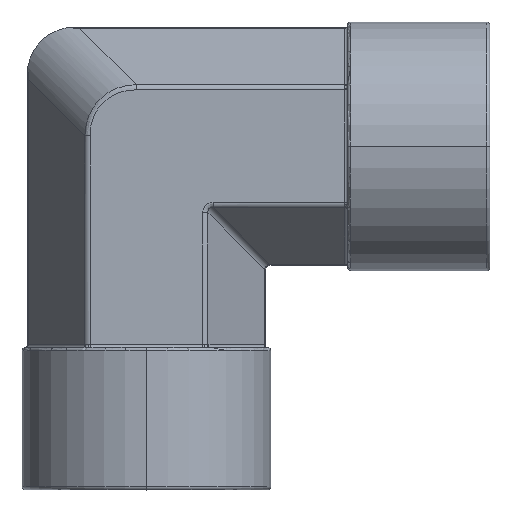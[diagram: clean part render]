
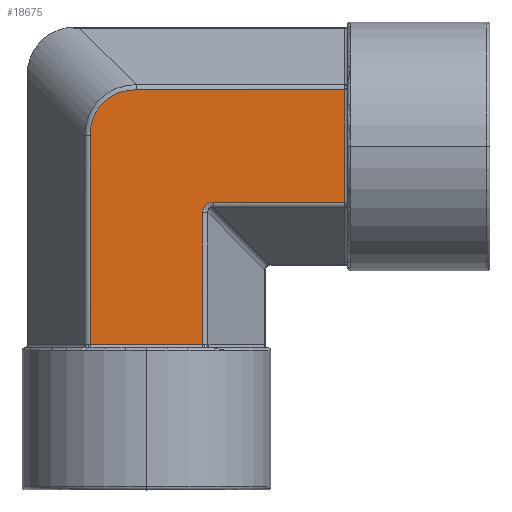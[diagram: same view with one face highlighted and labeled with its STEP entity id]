
A CAD part, top view. The second image highlights one B-rep face of the part: STEP entity #18675.
In plain terms, the highlighted planar face has unit normal (0, 0, 1).
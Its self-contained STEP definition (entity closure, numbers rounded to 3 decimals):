
#7964=DIRECTION('',(-1.,0.,0.));
#7965=VECTOR('',#7964,9.526);
#7966=CARTESIAN_POINT('',(4.763,-16.75,8.75));
#7967=LINE('',#7966,#7965);
#7971=DIRECTION('',(0.,1.,0.));
#7972=VECTOR('',#7971,17.616);
#7973=CARTESIAN_POINT('',(-4.763,-16.75,8.75));
#7974=LINE('',#7973,#7972);
#7978=CARTESIAN_POINT('',(-0.866,4.763,8.75));
#7979=CARTESIAN_POINT('',(-0.951,4.763,8.75));
#7980=CARTESIAN_POINT('',(-1.119,4.759,8.75));
#7981=CARTESIAN_POINT('',(-1.363,4.739,8.75));
#7982=CARTESIAN_POINT('',(-1.6,4.707,8.75));
#7983=CARTESIAN_POINT('',(-1.83,4.664,8.75));
#7984=CARTESIAN_POINT('',(-2.051,4.609,8.75));
#7985=CARTESIAN_POINT('',(-2.265,4.544,8.75));
#7986=CARTESIAN_POINT('',(-2.47,4.468,8.75));
#7987=CARTESIAN_POINT('',(-2.667,4.382,8.75));
#7988=CARTESIAN_POINT('',(-2.856,4.286,8.75));
#7989=CARTESIAN_POINT('',(-3.037,4.182,8.75));
#7990=CARTESIAN_POINT('',(-3.209,4.068,8.75));
#7991=CARTESIAN_POINT('',(-3.373,3.946,8.75));
#7992=CARTESIAN_POINT('',(-3.529,3.815,8.75));
#7993=CARTESIAN_POINT('',(-3.676,3.676,8.75));
#7994=CARTESIAN_POINT('',(-3.815,3.529,8.75));
#7995=CARTESIAN_POINT('',(-3.946,3.373,8.75));
#7996=CARTESIAN_POINT('',(-4.068,3.209,8.75));
#7997=CARTESIAN_POINT('',(-4.182,3.037,8.75));
#7998=CARTESIAN_POINT('',(-4.286,2.856,8.75));
#7999=CARTESIAN_POINT('',(-4.382,2.667,8.75));
#8000=CARTESIAN_POINT('',(-4.468,2.47,8.75));
#8001=CARTESIAN_POINT('',(-4.544,2.265,8.75));
#8002=CARTESIAN_POINT('',(-4.609,2.051,8.75));
#8003=CARTESIAN_POINT('',(-4.664,1.83,8.75));
#8004=CARTESIAN_POINT('',(-4.707,1.6,8.75));
#8005=CARTESIAN_POINT('',(-4.739,1.363,8.75));
#8006=CARTESIAN_POINT('',(-4.759,1.119,8.75));
#8007=CARTESIAN_POINT('',(-4.763,0.951,8.75));
#8008=CARTESIAN_POINT('',(-4.763,0.866,8.75));
#8013=DIRECTION('',(1.,0.,0.));
#8014=VECTOR('',#8013,17.616);
#8015=CARTESIAN_POINT('',(-0.866,4.763,8.75));
#8016=LINE('',#8015,#8014);
#8020=DIRECTION('',(0.,-1.,0.));
#8021=VECTOR('',#8020,9.526);
#8022=CARTESIAN_POINT('',(16.75,4.763,8.75));
#8023=LINE('',#8022,#8021);
#8027=DIRECTION('',(-1.,0.,0.));
#8028=VECTOR('',#8027,11.121);
#8029=CARTESIAN_POINT('',(16.75,-4.763,8.75));
#8030=LINE('',#8029,#8028);
#8034=CARTESIAN_POINT('',(4.763,-5.629,8.75));
#8035=CARTESIAN_POINT('',(4.763,-5.602,8.75));
#8036=CARTESIAN_POINT('',(4.765,-5.548,8.75));
#8037=CARTESIAN_POINT('',(4.774,-5.469,8.75));
#8038=CARTESIAN_POINT('',(4.789,-5.394,8.75));
#8039=CARTESIAN_POINT('',(4.809,-5.324,8.75));
#8040=CARTESIAN_POINT('',(4.834,-5.259,8.75));
#8041=CARTESIAN_POINT('',(4.862,-5.199,8.75));
#8042=CARTESIAN_POINT('',(4.894,-5.144,8.75));
#8043=CARTESIAN_POINT('',(4.928,-5.094,8.75));
#8044=CARTESIAN_POINT('',(4.965,-5.047,8.75));
#8045=CARTESIAN_POINT('',(5.005,-5.004,8.75));
#8046=CARTESIAN_POINT('',(5.047,-4.965,8.75));
#8047=CARTESIAN_POINT('',(5.094,-4.928,8.75));
#8048=CARTESIAN_POINT('',(5.144,-4.893,8.75));
#8049=CARTESIAN_POINT('',(5.199,-4.862,8.75));
#8050=CARTESIAN_POINT('',(5.259,-4.834,8.75));
#8051=CARTESIAN_POINT('',(5.325,-4.809,8.75));
#8052=CARTESIAN_POINT('',(5.395,-4.789,8.75));
#8053=CARTESIAN_POINT('',(5.469,-4.774,8.75));
#8054=CARTESIAN_POINT('',(5.548,-4.765,8.75));
#8055=CARTESIAN_POINT('',(5.602,-4.763,8.75));
#8056=CARTESIAN_POINT('',(5.629,-4.763,8.75));
#8061=DIRECTION('',(0.,1.,0.));
#8062=VECTOR('',#8061,11.121);
#8063=CARTESIAN_POINT('',(4.763,-16.75,8.75));
#8064=LINE('',#8063,#8062);
#11687=VERTEX_POINT('',#8034);
#11688=VERTEX_POINT('',#8056);
#11716=CARTESIAN_POINT('',(-0.866,4.763,8.75));
#11717=VERTEX_POINT('',#11716);
#11718=VERTEX_POINT('',#8008);
#11947=CARTESIAN_POINT('',(4.763,-16.75,8.75));
#11948=VERTEX_POINT('',#11947);
#11951=CARTESIAN_POINT('',(-4.763,-16.75,8.75));
#11952=VERTEX_POINT('',#11951);
#11975=CARTESIAN_POINT('',(16.75,4.763,8.75));
#11976=VERTEX_POINT('',#11975);
#11979=CARTESIAN_POINT('',(16.75,-4.763,8.75));
#11980=VERTEX_POINT('',#11979);
#18655=CARTESIAN_POINT('',(0.,5.052,8.75));
#18656=DIRECTION('',(0.,0.,1.));
#18657=DIRECTION('',(0.,-1.,0.));
#18658=AXIS2_PLACEMENT_3D('',#18655,#18656,#18657);
#18659=PLANE('',#18658);
#18660=ORIENTED_EDGE('',*,*,#18646,.T.);
#18661=ORIENTED_EDGE('',*,*,#18622,.T.);
#18663=ORIENTED_EDGE('',*,*,#18662,.F.);
#18664=ORIENTED_EDGE('',*,*,#18496,.T.);
#18666=ORIENTED_EDGE('',*,*,#18665,.T.);
#18668=ORIENTED_EDGE('',*,*,#18667,.T.);
#18670=ORIENTED_EDGE('',*,*,#18669,.F.);
#18672=ORIENTED_EDGE('',*,*,#18671,.F.);
#18673=EDGE_LOOP('',(#18660,#18661,#18663,#18664,#18666,#18668,#18670,#18672));
#18674=FACE_OUTER_BOUND('',#18673,.F.);
#8009=B_SPLINE_CURVE_WITH_KNOTS('',3,(#7978,#7979,#7980,#7981,#7982,#7983,#7984,
#7985,#7986,#7987,#7988,#7989,#7990,#7991,#7992,#7993,#7994,#7995,#7996,#7997,
#7998,#7999,#8000,#8001,#8002,#8003,#8004,#8005,#8006,#8007,#8008),
.UNSPECIFIED.,.F.,.F.,(4,1,1,1,1,1,1,1,1,1,1,1,1,1,1,1,1,1,1,1,1,1,1,1,1,1,1,1,
4),(0.,0.036,0.071,0.107,
0.143,0.179,0.214,0.25,0.286,
0.321,0.357,0.393,0.429,
0.464,0.5,0.536,0.571,0.607,
0.643,0.679,0.714,0.75,0.786,
0.821,0.857,0.893,0.929,
0.964,1.),.UNSPECIFIED.);
#8057=B_SPLINE_CURVE_WITH_KNOTS('',3,(#8034,#8035,#8036,#8037,#8038,#8039,#8040,
#8041,#8042,#8043,#8044,#8045,#8046,#8047,#8048,#8049,#8050,#8051,#8052,#8053,
#8054,#8055,#8056),.UNSPECIFIED.,.F.,.F.,(4,1,1,1,1,1,1,1,1,1,1,1,1,1,1,1,1,1,1,
1,4),(0.,0.05,0.1,0.15,0.2,0.25,0.3,0.35,0.4,0.45,0.5,
0.55,0.6,0.65,0.7,0.75,0.8,0.85,0.9,0.95,1.),.UNSPECIFIED.);
#18496=EDGE_CURVE('',#11717,#11976,#8016,.T.);
#18622=EDGE_CURVE('',#11952,#11718,#7974,.T.);
#18646=EDGE_CURVE('',#11948,#11952,#7967,.T.);
#18662=EDGE_CURVE('',#11717,#11718,#8009,.T.);
#18665=EDGE_CURVE('',#11976,#11980,#8023,.T.);
#18667=EDGE_CURVE('',#11980,#11688,#8030,.T.);
#18669=EDGE_CURVE('',#11687,#11688,#8057,.T.);
#18671=EDGE_CURVE('',#11948,#11687,#8064,.T.);
#18675=ADVANCED_FACE('',(#18674),#18659,.T.);
